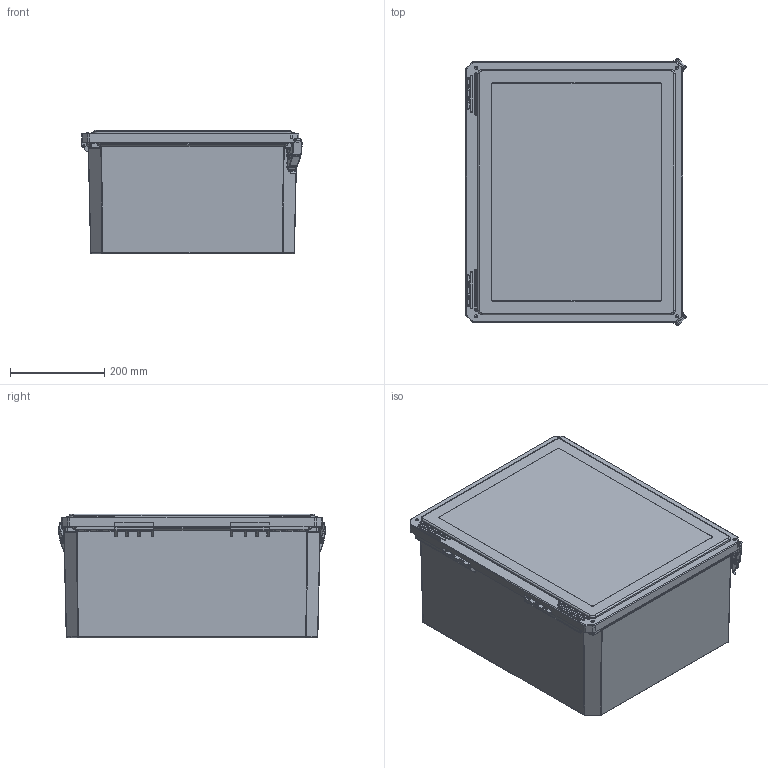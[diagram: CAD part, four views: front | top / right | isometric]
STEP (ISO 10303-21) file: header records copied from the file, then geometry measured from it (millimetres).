
FILE_DESCRIPTION(/* description */ (''),/* implementation_level */ '2;1');
FILE_NAME(/* name */ 'HW-201610CHQRW.stp',/* time_stamp */ '2016-08-25T14:54:26-05:00',/* author */ ('pmescher'),/* organization */ (''),/* preprocessor_version */ 'ST-DEVELOPER v16.5',/* originating_system */ 'Autodesk Inventor 2017',/* authorisation */ '');
FILE_SCHEMA (('AUTOMOTIVE_DESIGN { 1 0 10303 214 3 1 1 }'));
Products named in the file (16): HW-201610CHQRW; DS201610BOX; BRASS INSERT-(; BRASS INSERT-(_1; BRASS INSERT-(_2; DSW201610CVR; GA2016; BRASS INSERT-(_3; DS COVER  BUSH; DS201610A; LATCH -1 Assembly; AT40005; Part1; Part2; LATCH HINGE; RMHINGAT40006-04
Assembly tree (32 placements, depth 3):
  HW-201610CHQRW
    DS201610BOX
    BRASS INSERT-(  x4
    BRASS INSERT-(_1  x4
    BRASS INSERT-(_2  x4
    DSW201610CVR
    GA2016
    BRASS INSERT-(_3  x4
    DS COVER  BUSH  x4
    DS201610A
    LATCH -1 Assembly  x2
      AT40005
      Part1
      Part2
      LATCH HINGE
    RMHINGAT40006-04  x2
Bounding box: 468.79 x 568.02 x 262.67 mm (x, y, z)
Volume: 5133791.3 mm3; surface area: 2107072.9 mm2
Topology: 34 solids, 34 shells, 2317 faces, 5809 edges, 3494 vertices
Faces by surface type: cylinder 920, plane 837, bspline 337, torus 137, cone 48, sphere 38
Full cylindrical faces by diameter (mm): 3.429 x20, 3.48 x4, 3.81 x4, 3.861 x8, 3.962 x16, 5.3 x4, 5.563 x2, 5.766 x2, 6.248 x16, 6.401 x4, 6.426 x4, 7.62 x4, 7.938 x2, 9.525 x2, 11.049 x2
Entity records: 81234 total; most frequent: CARTESIAN_POINT 31699, DIRECTION 10537, ORIENTED_EDGE 10090, EDGE_CURVE 5045, AXIS2_PLACEMENT_3D 4011, VERTEX_POINT 3087, LINE 2515, VECTOR 2515
